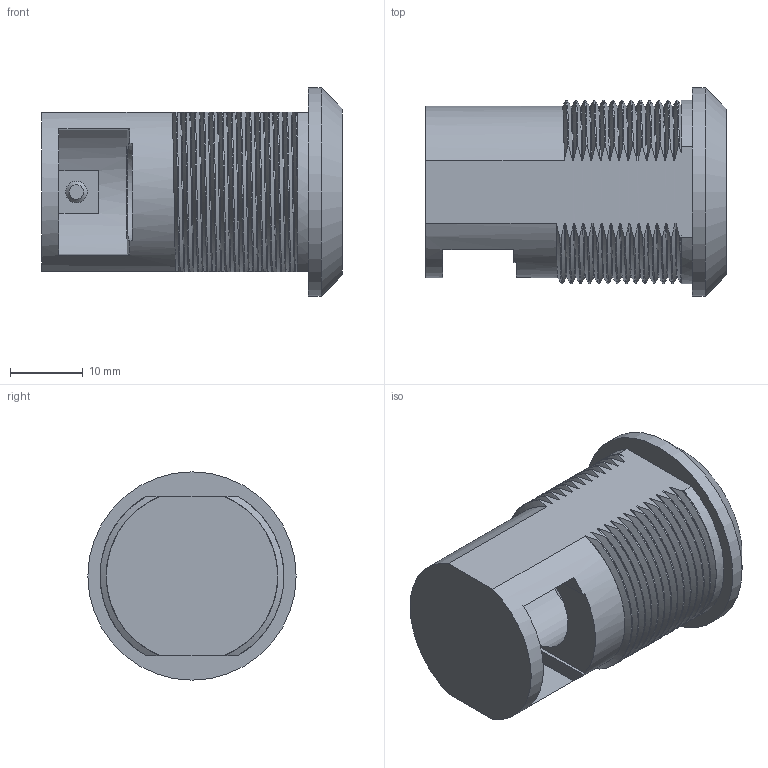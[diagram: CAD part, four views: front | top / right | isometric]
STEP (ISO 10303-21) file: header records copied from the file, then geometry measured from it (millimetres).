
FILE_DESCRIPTION((''),'2;1');
FILE_NAME('Chassis_Serrure_Support.stp','2009-02-12T21:15:02',('Alex_Cyril'),(''),'Autodesk Inventor 11','Autodesk Inventor 11','');
FILE_SCHEMA(('AUTOMOTIVE_DESIGN { 1 0 10303 214 1 1 1 1 }'));
Length unit declared in the file: inch
Products named in the file (1): Chassis_Serrure_Support
Bounding box: 41.45 x 28.7 x 28.7 mm (x, y, z)
Volume: 10663.4 mm3; surface area: 7288.6 mm2
Topology: 1 solids, 1 shells, 217 faces, 662 edges, 451 vertices
Faces by surface type: bspline 136, cylinder 42, plane 36, cone 3
Full cylindrical faces by diameter (mm): 2.997 x1, 12.903 x1, 16.307 x1, 17.018 x1, 28.702 x1
Entity records: 14194 total; most frequent: CARTESIAN_POINT 9229, ORIENTED_EDGE 1298, EDGE_CURVE 649, DIRECTION 568, VERTEX_POINT 446, VECTOR 292, LINE 292, B_SPLINE_CURVE_WITH_KNOTS 244
